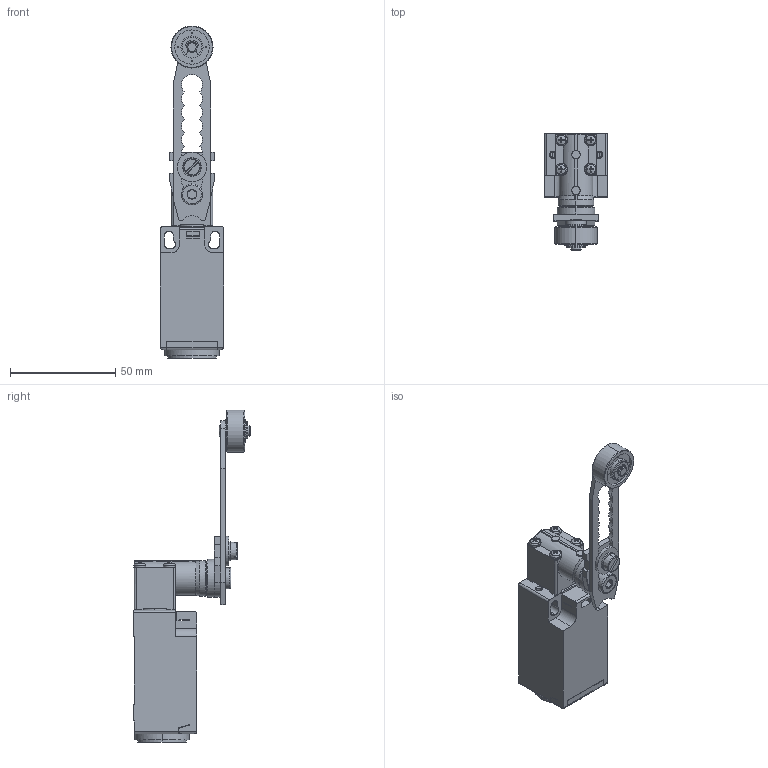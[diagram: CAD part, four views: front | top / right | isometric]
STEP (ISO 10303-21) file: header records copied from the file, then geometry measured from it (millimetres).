
FILE_DESCRIPTION (( 'STEP AP203' ), '1' );
FILE_NAME ('ZV7H-236-02Z-2138.STEP', '2021-01-11T18:47:28', ( '' ), ( '' ), 'SwSTEP 2.0', 'SolidWorks 2019', '' );
FILE_SCHEMA (( 'CONFIG_CONTROL_DESIGN' ));
Length unit declared in the file: inch
Products named in the file (1): ZV7H-236-02Z-2138
Bounding box: 30 x 55.5 x 157.71 mm (x, y, z)
Volume: 66348.6 mm3; surface area: 20790.1 mm2
Topology: 6 solids, 6 shells, 542 faces, 1347 edges, 855 vertices
Faces by surface type: plane 303, cylinder 184, cone 34, bspline 21
Entity records: 19797 total; most frequent: CARTESIAN_POINT 7522, ORIENTED_EDGE 2694, DIRECTION 2258, EDGE_CURVE 1347, VERTEX_POINT 855, AXIS2_PLACEMENT_3D 808, VECTOR 642, LINE 642
